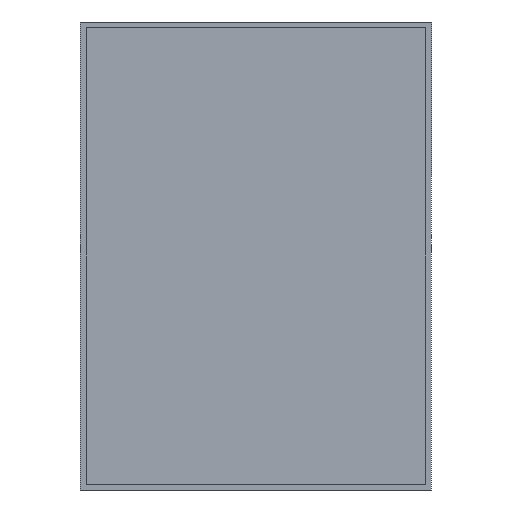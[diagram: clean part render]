
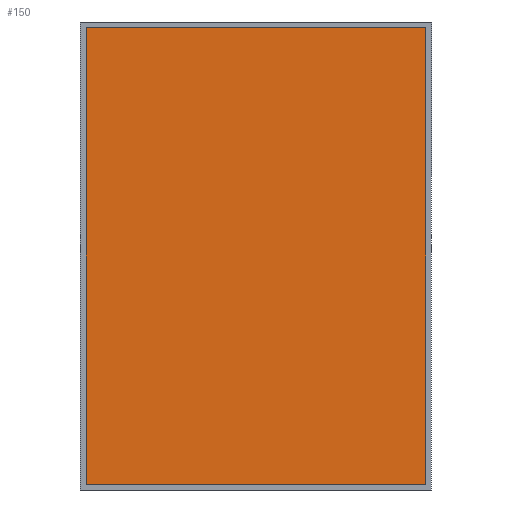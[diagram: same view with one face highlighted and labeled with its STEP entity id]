
A CAD part, front view. The second image highlights one B-rep face of the part: STEP entity #150.
In plain terms, the highlighted planar face has unit normal (0, -1, 0).
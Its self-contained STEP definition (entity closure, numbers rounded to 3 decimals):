
#3 = ORIENTED_EDGE ( 'NONE', *, *, #80, .T. ) ;
#4 = ORIENTED_EDGE ( 'NONE', *, *, #76, .T. ) ;
#5 = ORIENTED_EDGE ( 'NONE', *, *, #9, .T. ) ;
#9 = EDGE_CURVE ( 'NONE', #78, #245, #653, .T. ) ;
#76 = EDGE_CURVE ( 'NONE', #77, #78, #588, .T. ) ;
#77 = VERTEX_POINT ( 'NONE', #584 ) ;
#78 = VERTEX_POINT ( 'NONE', #583 ) ;
#80 = EDGE_CURVE ( 'NONE', #110, #77, #582, .T. ) ;
#110 = VERTEX_POINT ( 'NONE', #408 ) ;
#120 = ORIENTED_EDGE ( 'NONE', *, *, #250, .T. ) ;
#150 = ADVANCED_FACE ( 'NONE', ( #788 ), #844, .F. ) ;
#151 = EDGE_LOOP ( 'NONE', ( #3, #4, #5, #120 ) ) ;
#245 = VERTEX_POINT ( 'NONE', #1049 ) ;
#250 = EDGE_CURVE ( 'NONE', #245, #110, #1041, .T. ) ;
#408 = CARTESIAN_POINT ( 'NONE',  ( 1.475, 0., 1.975 ) ) ;
#579 = DIRECTION ( 'NONE',  ( -1., 0., 0. ) ) ;
#580 = VECTOR ( 'NONE', #579, 1000. ) ;
#581 = CARTESIAN_POINT ( 'NONE',  ( 0., 0., 1.975 ) ) ;
#582 = LINE ( 'NONE', #581, #580 ) ;
#583 = CARTESIAN_POINT ( 'NONE',  ( 0.025, 0., 0.025 ) ) ;
#584 = CARTESIAN_POINT ( 'NONE',  ( 0.025, 0., 1.975 ) ) ;
#585 = DIRECTION ( 'NONE',  ( 0., 0., -1. ) ) ;
#586 = VECTOR ( 'NONE', #585, 1000. ) ;
#587 = CARTESIAN_POINT ( 'NONE',  ( 0.025, 0., 2. ) ) ;
#588 = LINE ( 'NONE', #587, #586 ) ;
#650 = DIRECTION ( 'NONE',  ( 1., 0., 0. ) ) ;
#651 = VECTOR ( 'NONE', #650, 1000. ) ;
#652 = CARTESIAN_POINT ( 'NONE',  ( 0., 0., 0.025 ) ) ;
#653 = LINE ( 'NONE', #652, #651 ) ;
#754 = DIRECTION ( 'NONE',  ( 0., 0., 1. ) ) ;
#755 = DIRECTION ( 'NONE',  ( 0., 1., 0. ) ) ;
#756 = CARTESIAN_POINT ( 'NONE',  ( 0., 0., 2. ) ) ;
#757 = AXIS2_PLACEMENT_3D ( 'NONE', #756, #755, #754 ) ;
#788 = FACE_OUTER_BOUND ( 'NONE', #151, .T. ) ;
#844 = PLANE ( 'NONE',  #757 ) ;
#869 = DIRECTION ( 'NONE',  ( 0., 0., 1. ) ) ;
#870 = VECTOR ( 'NONE', #869, 1000. ) ;
#871 = CARTESIAN_POINT ( 'NONE',  ( 1.475, 0., 2. ) ) ;
#1041 = LINE ( 'NONE', #871, #870 ) ;
#1049 = CARTESIAN_POINT ( 'NONE',  ( 1.475, 0., 0.025 ) ) ;
